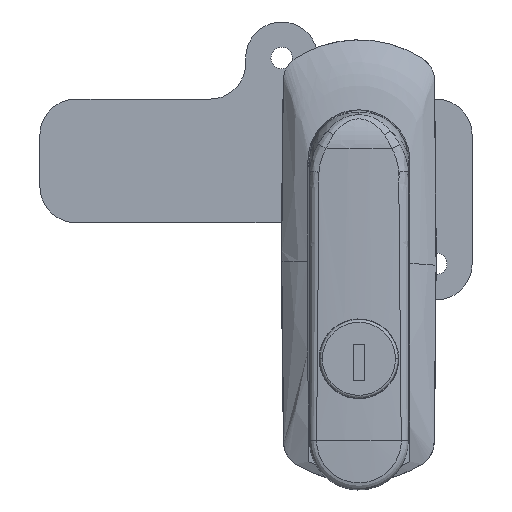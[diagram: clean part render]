
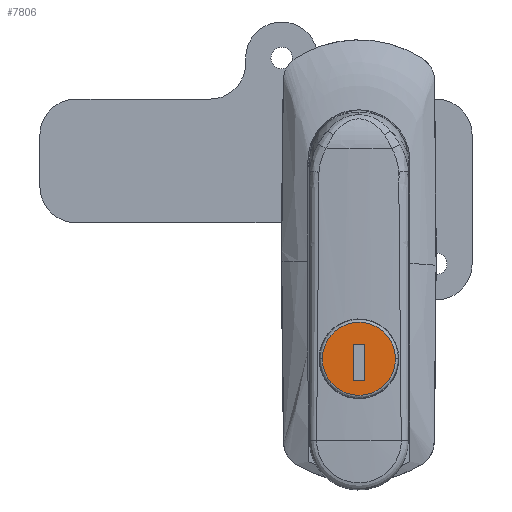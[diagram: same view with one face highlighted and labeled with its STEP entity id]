
A CAD part, top view. The second image highlights one B-rep face of the part: STEP entity #7806.
In plain terms, the highlighted planar face has unit normal (0, 0, 1).
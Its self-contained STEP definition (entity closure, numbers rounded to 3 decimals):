
#71 = DIRECTION ( 'NONE',  ( 0., 0., 1. ) ) ;
#237 = LINE ( 'NONE', #6645, #2624 ) ;
#295 = CIRCLE ( 'NONE', #17375, 7.1 ) ;
#426 = FACE_BOUND ( 'NONE', #3374, .T. ) ;
#959 = FACE_OUTER_BOUND ( 'NONE', #19227, .T. ) ;
#1273 = VERTEX_POINT ( 'NONE', #19098 ) ;
#1757 = AXIS2_PLACEMENT_3D ( 'NONE', #6806, #8268, #3193 ) ;
#2225 = DIRECTION ( 'NONE',  ( 0., 0., 1. ) ) ;
#2316 = LINE ( 'NONE', #4777, #5998 ) ;
#2417 = CARTESIAN_POINT ( 'NONE',  ( -1.1, -4.2, 2.4 ) ) ;
#2518 = EDGE_CURVE ( 'NONE', #4179, #19032, #20579, .T. ) ;
#2624 = VECTOR ( 'NONE', #18378, 1000. ) ;
#3193 = DIRECTION ( 'NONE',  ( 1., 0., 0. ) ) ;
#3257 = LINE ( 'NONE', #11560, #5339 ) ;
#3374 = EDGE_LOOP ( 'NONE', ( #7624, #4020, #9565, #4523 ) ) ;
#3486 = PLANE ( 'NONE',  #1757 ) ;
#3495 = VECTOR ( 'NONE', #14315, 1000. ) ;
#3766 = AXIS2_PLACEMENT_3D ( 'NONE', #5234, #71, #8540 ) ;
#4020 = ORIENTED_EDGE ( 'NONE', *, *, #19667, .F. ) ;
#4179 = VERTEX_POINT ( 'NONE', #11840 ) ;
#4523 = ORIENTED_EDGE ( 'NONE', *, *, #5477, .F. ) ;
#4777 = CARTESIAN_POINT ( 'NONE',  ( -1.1, 2.8, 2.4 ) ) ;
#5234 = CARTESIAN_POINT ( 'NONE',  ( 0., 0., 2.4 ) ) ;
#5339 = VECTOR ( 'NONE', #11260, 1000. ) ;
#5354 = VERTEX_POINT ( 'NONE', #16625 ) ;
#5477 = EDGE_CURVE ( 'NONE', #19032, #19623, #237, .T. ) ;
#5998 = VECTOR ( 'NONE', #18080, 1000. ) ;
#6645 = CARTESIAN_POINT ( 'NONE',  ( -1.1, -4.2, 2.4 ) ) ;
#6806 = CARTESIAN_POINT ( 'NONE',  ( 0., 0., 2.4 ) ) ;
#7624 = ORIENTED_EDGE ( 'NONE', *, *, #2518, .F. ) ;
#7806 = ADVANCED_FACE ( 'NONE', ( #959, #426 ), #3486, .T. ) ;
#8268 = DIRECTION ( 'NONE',  ( 0., 0., 1. ) ) ;
#8540 = DIRECTION ( 'NONE',  ( 1., 0., 0. ) ) ;
#9153 = ORIENTED_EDGE ( 'NONE', *, *, #18258, .T. ) ;
#9565 = ORIENTED_EDGE ( 'NONE', *, *, #19250, .F. ) ;
#10001 = CIRCLE ( 'NONE', #3766, 7.1 ) ;
#11260 = DIRECTION ( 'NONE',  ( 0., 1., 0. ) ) ;
#11560 = CARTESIAN_POINT ( 'NONE',  ( 1.1, 2.8, 2.4 ) ) ;
#11779 = EDGE_CURVE ( 'NONE', #5354, #1273, #10001, .T. ) ;
#11840 = CARTESIAN_POINT ( 'NONE',  ( -1.1, 2.8, 2.4 ) ) ;
#12382 = DIRECTION ( 'NONE',  ( 1., 0., 0. ) ) ;
#14315 = DIRECTION ( 'NONE',  ( 0., -1., 0. ) ) ;
#14457 = CARTESIAN_POINT ( 'NONE',  ( -1.1, 2.8, 2.4 ) ) ;
#15075 = CARTESIAN_POINT ( 'NONE',  ( 1.1, 2.8, 2.4 ) ) ;
#15174 = VERTEX_POINT ( 'NONE', #15075 ) ;
#16625 = CARTESIAN_POINT ( 'NONE',  ( -7.1, 0., 2.4 ) ) ;
#17375 = AXIS2_PLACEMENT_3D ( 'NONE', #20524, #2225, #12382 ) ;
#18080 = DIRECTION ( 'NONE',  ( -1., 0., 0. ) ) ;
#18258 = EDGE_CURVE ( 'NONE', #1273, #5354, #295, .T. ) ;
#18378 = DIRECTION ( 'NONE',  ( 1., 0., 0. ) ) ;
#19032 = VERTEX_POINT ( 'NONE', #2417 ) ;
#19098 = CARTESIAN_POINT ( 'NONE',  ( 7.1, 0., 2.4 ) ) ;
#19227 = EDGE_LOOP ( 'NONE', ( #9153, #21360 ) ) ;
#19250 = EDGE_CURVE ( 'NONE', #19623, #15174, #3257, .T. ) ;
#19623 = VERTEX_POINT ( 'NONE', #19850 ) ;
#19667 = EDGE_CURVE ( 'NONE', #15174, #4179, #2316, .T. ) ;
#19850 = CARTESIAN_POINT ( 'NONE',  ( 1.1, -4.2, 2.4 ) ) ;
#20524 = CARTESIAN_POINT ( 'NONE',  ( 0., 0., 2.4 ) ) ;
#20579 = LINE ( 'NONE', #14457, #3495 ) ;
#21360 = ORIENTED_EDGE ( 'NONE', *, *, #11779, .T. ) ;
